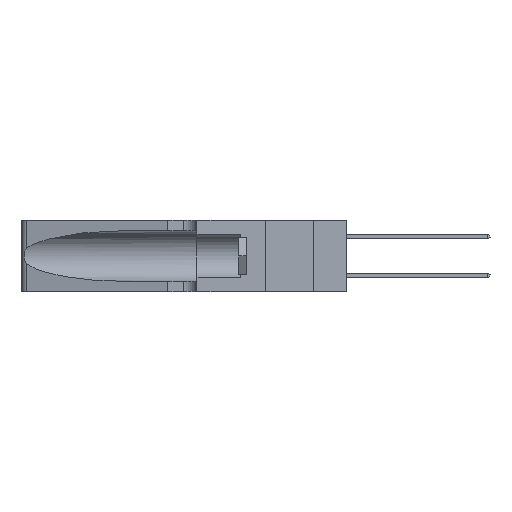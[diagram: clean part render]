
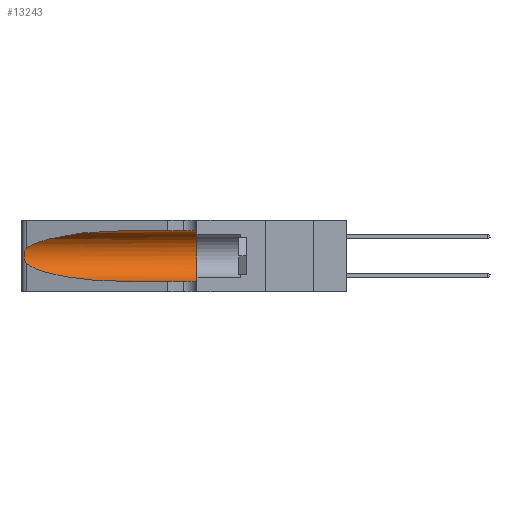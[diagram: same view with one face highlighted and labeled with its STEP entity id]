
A CAD part, left-side view. The second image highlights one B-rep face of the part: STEP entity #13243.
In plain terms, the highlighted cylindrical face has radius 3.308 mm (diameter 6.617 mm), a partial arc.
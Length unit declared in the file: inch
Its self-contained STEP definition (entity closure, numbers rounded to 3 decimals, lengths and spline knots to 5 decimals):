
#225 = CARTESIAN_POINT ( 'NONE',  ( 0.1305, 0.72297, 0.05475 ) ) ;
#552 = CARTESIAN_POINT ( 'NONE',  ( 0.1305, 0.72297, 0.05475 ) ) ;
#1622 = CARTESIAN_POINT ( 'NONE',  ( 0.25789, 1.23486, 0.15765 ) ) ;
#2453 = VERTEX_POINT ( 'NONE', #7544 ) ;
#2464 = LINE ( 'NONE', #10953, #33226 ) ;
#2913 = VERTEX_POINT ( 'NONE', #6979 ) ;
#3518 = CARTESIAN_POINT ( 'NONE',  ( 0.1305, 0.72297, 0.31525 ) ) ;
#4062 = VERTEX_POINT ( 'NONE', #552 ) ;
#4697 = CARTESIAN_POINT ( 'NONE',  ( 0.25555, 1.22993, 0.14849 ) ) ;
#5999 = ORIENTED_EDGE ( 'NONE', *, *, #28525, .T. ) ;
#6909 = DIRECTION ( 'NONE',  ( 0., -1., 0. ) ) ;
#6979 = CARTESIAN_POINT ( 'NONE',  ( 0.1305, 0.35, 0.05475 ) ) ;
#7544 = CARTESIAN_POINT ( 'NONE',  ( 0.1305, 0.35, 0.31525 ) ) ;
#8408 = CYLINDRICAL_SURFACE ( 'NONE', #25219, 0.13025 ) ;
#8661 = CARTESIAN_POINT ( 'NONE',  ( 0.1305, 0.35, 0.185 ) ) ;
#8818 = EDGE_CURVE ( 'NONE', #4062, #2913, #2464, .T. ) ;
#8875 = B_SPLINE_CURVE_WITH_KNOTS ( 'NONE', 3,
 ( #16624, #13647, #28477, #10787, #31390, #13777, #34316, #16755, #37233, #19743, #1622, #22716, #4697, #25657 ),
 .UNSPECIFIED., .F., .F.,
 ( 4, 2, 2, 2, 2, 2, 4 ),
 ( 0., 0.00027, 0.00053, 0.00107, 0.0016, 0.00187, 0.00214 ),
 .UNSPECIFIED. ) ;
#9385 = CARTESIAN_POINT ( 'NONE',  ( 0.2373, 1.15595, 0.08982 ) ) ;
#10283 = VECTOR ( 'NONE', #25073, 39.37008 ) ;
#10690 = VERTEX_POINT ( 'NONE', #34853 ) ;
#10770 = ORIENTED_EDGE ( 'NONE', *, *, #18829, .F. ) ;
#10787 = CARTESIAN_POINT ( 'NONE',  ( 0.25787, 1.23484, 0.2124 ) ) ;
#10953 = CARTESIAN_POINT ( 'NONE',  ( 0.1305, 1.61858, 0.05475 ) ) ;
#11326 = CIRCLE ( 'NONE', #29507, 0.13025 ) ;
#11751 = DIRECTION ( 'NONE',  ( 0., 0., 1. ) ) ;
#12190 = VERTEX_POINT ( 'NONE', #30189 ) ;
#12757 = CARTESIAN_POINT ( 'NONE',  ( 0.2373, 1.15595, 0.28018 ) ) ;
#12874 = ORIENTED_EDGE ( 'NONE', *, *, #31187, .T. ) ;
#12882 = CARTESIAN_POINT ( 'NONE',  ( 0.1305, 1.61858, 0.185 ) ) ;
#13159 = ORIENTED_EDGE ( 'NONE', *, *, #25498, .T. ) ;
#13243 = ADVANCED_FACE ( 'NONE', ( #32005 ), #8408, .F. ) ;
#13647 = CARTESIAN_POINT ( 'NONE',  ( 0.25555, 1.22994, 0.2215 ) ) ;
#13777 = CARTESIAN_POINT ( 'NONE',  ( 0.26018, 1.23835, 0.19895 ) ) ;
#14000 = CARTESIAN_POINT ( 'NONE',  ( 0.25487, 1.22718, 0.22369 ) ) ;
#16624 = CARTESIAN_POINT ( 'NONE',  ( 0.25487, 1.22718, 0.22369 ) ) ;
#16755 = CARTESIAN_POINT ( 'NONE',  ( 0.26075, 1.23896, 0.178 ) ) ;
#18380 = CARTESIAN_POINT ( 'NONE',  ( 0.18966, 0.96281, 0.05475 ) ) ;
#18829 = EDGE_CURVE ( 'NONE', #12190, #2453, #32857, .T. ) ;
#19743 = CARTESIAN_POINT ( 'NONE',  ( 0.25856, 1.23593, 0.16098 ) ) ;
#20908 = EDGE_LOOP ( 'NONE', ( #12874, #13159, #5999, #34823, #23019, #10770 ) ) ;
#20920 =( BOUNDED_CURVE ( )  B_SPLINE_CURVE ( 3, ( #3518, #24532, #12757, #33311 ),
 .UNSPECIFIED., .F., .F. ) 
 B_SPLINE_CURVE_WITH_KNOTS ( ( 4, 4 ),
 ( 1.5708, 2.84003 ),
 .UNSPECIFIED. ) 
 CURVE ( )  GEOMETRIC_REPRESENTATION_ITEM ( )  RATIONAL_B_SPLINE_CURVE ( ( 1., 0.87, 0.87, 1. ) ) 
 REPRESENTATION_ITEM ( '' )  );
#22716 = CARTESIAN_POINT ( 'NONE',  ( 0.25639, 1.23186, 0.15144 ) ) ;
#23019 = ORIENTED_EDGE ( 'NONE', *, *, #34260, .F. ) ;
#24532 = CARTESIAN_POINT ( 'NONE',  ( 0.18966, 0.96281, 0.31525 ) ) ;
#24946 = CARTESIAN_POINT ( 'NONE',  ( 0.1305, 1.61858, 0.31525 ) ) ;
#25073 = DIRECTION ( 'NONE',  ( 0., -1., 0. ) ) ;
#25219 = AXIS2_PLACEMENT_3D ( 'NONE', #12882, #6909, #27701 ) ;
#25498 = EDGE_CURVE ( 'NONE', #31569, #10690, #8875, .T. ) ;
#25657 = CARTESIAN_POINT ( 'NONE',  ( 0.25487, 1.22718, 0.14631 ) ) ;
#27701 = DIRECTION ( 'NONE',  ( 0., 0., -1. ) ) ;
#27979 =( BOUNDED_CURVE ( )  B_SPLINE_CURVE ( 3, ( #30062, #9385, #18380, #225 ),
 .UNSPECIFIED., .F., .F. ) 
 B_SPLINE_CURVE_WITH_KNOTS ( ( 4, 4 ),
 ( 3.44316, 4.71239 ),
 .UNSPECIFIED. ) 
 CURVE ( )  GEOMETRIC_REPRESENTATION_ITEM ( )  RATIONAL_B_SPLINE_CURVE ( ( 1., 0.87, 0.87, 1. ) ) 
 REPRESENTATION_ITEM ( '' )  );
#28477 = CARTESIAN_POINT ( 'NONE',  ( 0.25639, 1.23184, 0.21858 ) ) ;
#28525 = EDGE_CURVE ( 'NONE', #10690, #4062, #27979, .T. ) ;
#29414 = DIRECTION ( 'NONE',  ( 0., 1., 0. ) ) ;
#29507 = AXIS2_PLACEMENT_3D ( 'NONE', #8661, #29414, #11751 ) ;
#30062 = CARTESIAN_POINT ( 'NONE',  ( 0.25487, 1.22718, 0.14631 ) ) ;
#30189 = CARTESIAN_POINT ( 'NONE',  ( 0.1305, 0.72297, 0.31525 ) ) ;
#31187 = EDGE_CURVE ( 'NONE', #12190, #31569, #20920, .T. ) ;
#31390 = CARTESIAN_POINT ( 'NONE',  ( 0.25854, 1.2359, 0.20912 ) ) ;
#31569 = VERTEX_POINT ( 'NONE', #14000 ) ;
#32005 = FACE_OUTER_BOUND ( 'NONE', #20908, .T. ) ;
#32857 = LINE ( 'NONE', #24946, #10283 ) ;
#33226 = VECTOR ( 'NONE', #37392, 39.37008 ) ;
#33311 = CARTESIAN_POINT ( 'NONE',  ( 0.25487, 1.22718, 0.22369 ) ) ;
#34260 = EDGE_CURVE ( 'NONE', #2453, #2913, #11326, .T. ) ;
#34316 = CARTESIAN_POINT ( 'NONE',  ( 0.26075, 1.23896, 0.19203 ) ) ;
#34823 = ORIENTED_EDGE ( 'NONE', *, *, #8818, .T. ) ;
#34853 = CARTESIAN_POINT ( 'NONE',  ( 0.25487, 1.22718, 0.14631 ) ) ;
#37233 = CARTESIAN_POINT ( 'NONE',  ( 0.26017, 1.23833, 0.17102 ) ) ;
#37392 = DIRECTION ( 'NONE',  ( 0., -1., 0. ) ) ;
